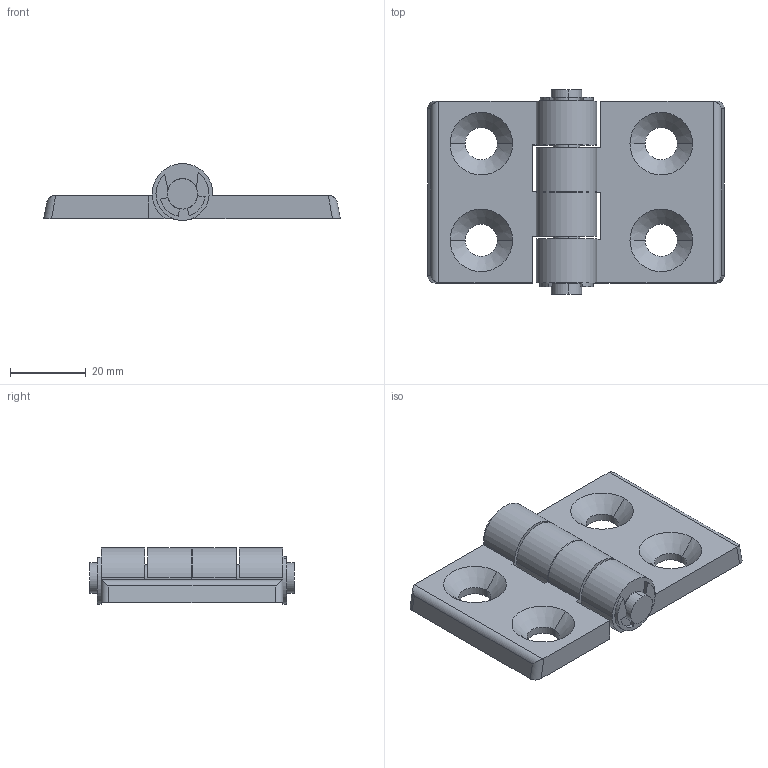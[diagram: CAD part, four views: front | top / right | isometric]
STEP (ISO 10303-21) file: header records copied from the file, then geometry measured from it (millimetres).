
FILE_DESCRIPTION (( 'STEP AP214' ), '1' );
FILE_NAME ('A342 Ïåòëÿ àëþìèíèåâàÿ 45x50.STEP', '2019-05-20T08:47:13', ( 'Windows User' ), ( '' ), 'SwSTEP 2.0', 'SolidWorks 2018', '' );
FILE_SCHEMA (( 'AUTOMOTIVE_DESIGN' ));
Length unit declared in the file: millimetre
Products named in the file (5): A342 Ïåòëÿ àëþìèíèåâàÿ 45x50(2 ÷àñòü)_00; A342 Ïåòëÿ àëþìèíèåâàÿ 45x50(1 ÷àñòü)_00; A342 Ïåòëÿ àëþìèíèåâàÿ 45x50 (Ïàëåö)_01; A342 Ïåòëÿ àëþìèíèåâàÿ 45x50; A342 Ïåòëÿ àëþìèíèåâàÿ 45x50(Êîëüöî)_00
Assembly tree (5 placements, depth 2):
  A342 Ïåòëÿ àëþìèíèåâàÿ 45x50
    A342 Ïåòëÿ àëþìèíèåâàÿ 45x50(1 ÷àñòü)_00
    A342 Ïåòëÿ àëþìèíèåâàÿ 45x50(2 ÷àñòü)_00
    A342 Ïåòëÿ àëþìèíèåâàÿ 45x50 (Ïàëåö)_01
    A342 Ïåòëÿ àëþìèíèåâàÿ 45x50(Êîëüöî)_00  x2
Bounding box: 78.22 x 53.9 x 15 mm (x, y, z)
Volume: 23923.2 mm3; surface area: 13547 mm2
Topology: 5 solids, 5 shells, 106 faces, 274 edges, 180 vertices
Faces by surface type: cylinder 54, plane 44, cone 8
Entity records: 3033 total; most frequent: CARTESIAN_POINT 524, DIRECTION 511, ORIENTED_EDGE 470, EDGE_CURVE 235, AXIS2_PLACEMENT_3D 189, VERTEX_POINT 154, VECTOR 133, LINE 133
